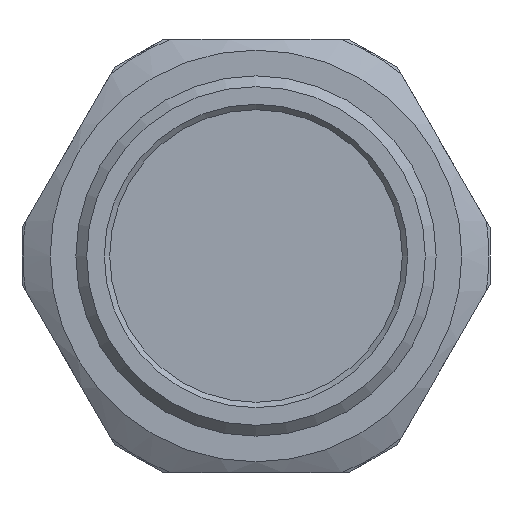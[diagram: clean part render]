
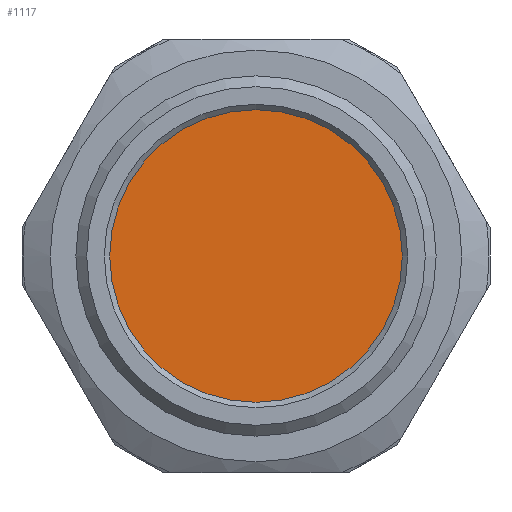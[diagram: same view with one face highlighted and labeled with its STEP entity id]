
A CAD part, front view. The second image highlights one B-rep face of the part: STEP entity #1117.
In plain terms, the highlighted planar face has unit normal (0, -1, 0).
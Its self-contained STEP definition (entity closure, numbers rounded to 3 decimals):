
#240=FACE_OUTER_BOUND('',#312,.T.);
#312=EDGE_LOOP('',(#729));
#390=CIRCLE('',#1215,13.5);
#441=VERTEX_POINT('',#1647);
#554=EDGE_CURVE('',#441,#441,#390,.T.);
#729=ORIENTED_EDGE('',*,*,#554,.T.);
#1078=PLANE('',#1214);
#1117=ADVANCED_FACE('',(#240),#1078,.F.);
#1214=AXIS2_PLACEMENT_3D('',#1646,#1343,#1344);
#1215=AXIS2_PLACEMENT_3D('',#1648,#1345,#1346);
#1343=DIRECTION('center_axis',(0.,1.,0.));
#1344=DIRECTION('ref_axis',(0.,0.,1.));
#1345=DIRECTION('center_axis',(0.,-1.,0.));
#1346=DIRECTION('ref_axis',(1.,0.,0.));
#1646=CARTESIAN_POINT('Origin',(0.,17.5,0.));
#1647=CARTESIAN_POINT('',(-13.5,17.5,0.));
#1648=CARTESIAN_POINT('Origin',(0.,17.5,0.));
